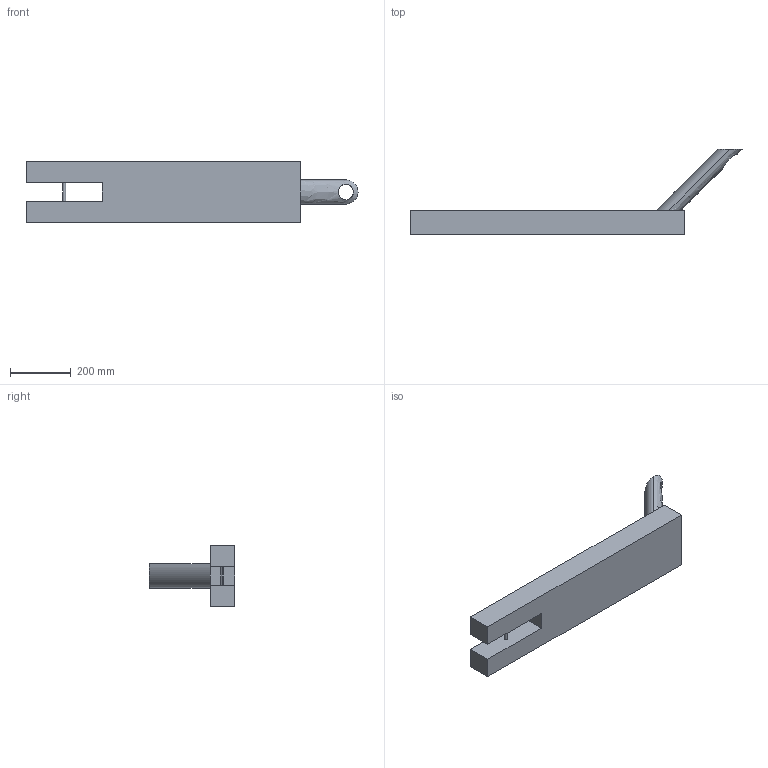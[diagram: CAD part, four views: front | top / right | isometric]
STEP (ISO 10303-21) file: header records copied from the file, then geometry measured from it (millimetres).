
FILE_DESCRIPTION (( 'STEP AP203' ), '1' );
FILE_NAME ('Body_Default_sldprt.STEP', '2022-10-18T07:41:35', ( '' ), ( '' ), 'SwSTEP 2.0', 'SolidWorks 2022', '' );
FILE_SCHEMA (( 'CONFIG_CONTROL_DESIGN' ));
Length unit declared in the file: millimetre
Products named in the file (1): Body_Default_sldprt
Bounding box: 1090 x 280 x 200 mm (x, y, z)
Volume: 14135550.2 mm3; surface area: 609643.2 mm2
Topology: 1 solids, 1 shells, 17 faces, 42 edges, 28 vertices
Faces by surface type: plane 11, cylinder 4, bspline 2
Entity records: 725 total; most frequent: CARTESIAN_POINT 238, ORIENTED_EDGE 84, DIRECTION 80, EDGE_CURVE 42, LINE 28, VECTOR 28, VERTEX_POINT 28, AXIS2_PLACEMENT_3D 26
